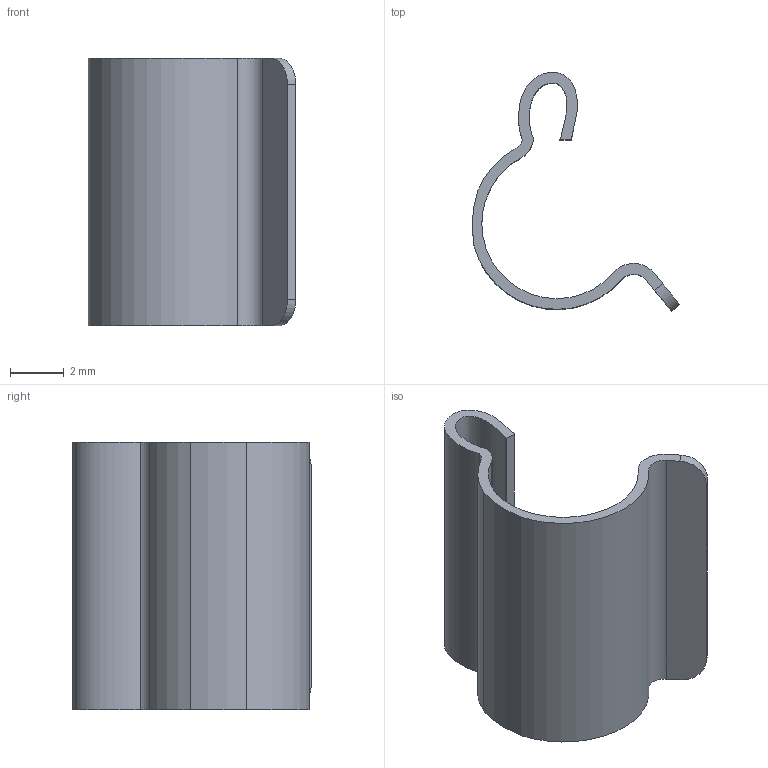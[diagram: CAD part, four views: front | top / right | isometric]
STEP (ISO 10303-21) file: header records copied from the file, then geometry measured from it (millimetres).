
FILE_DESCRIPTION (( 'STEP AP214' ), '1' );
FILE_NAME ('3110-206.STEP', '2024-09-11T08:06:54', ( '' ), ( '' ), 'SwSTEP 2.0', 'SolidWorks 2022', '' );
FILE_SCHEMA (( 'AUTOMOTIVE_DESIGN' ));
Length unit declared in the file: millimetre
Products named in the file (1): 3110-206
Bounding box: 7.76 x 8.92 x 10 mm (x, y, z)
Volume: 79.4 mm3; surface area: 416 mm2
Topology: 1 solids, 1 shells, 21 faces, 57 edges, 38 vertices
Faces by surface type: cylinder 11, plane 6, bspline 4
Entity records: 790 total; most frequent: CARTESIAN_POINT 217, ORIENTED_EDGE 114, DIRECTION 107, EDGE_CURVE 57, AXIS2_PLACEMENT_3D 40, VERTEX_POINT 38, VECTOR 27, LINE 27
